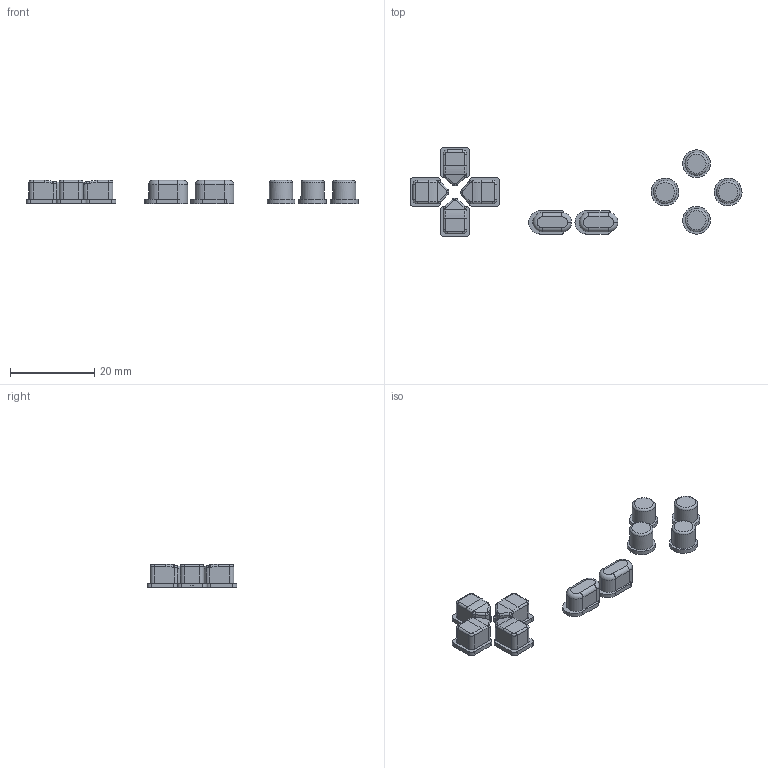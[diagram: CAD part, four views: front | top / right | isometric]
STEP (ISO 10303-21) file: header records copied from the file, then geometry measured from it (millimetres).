
FILE_DESCRIPTION(('HOOPS Exchange Step'),'2;1');
FILE_NAME('temp_export','2025-02-21T15:22:42-08:00',('yuhaochen'),('Shapr3D Limited'),'HOOPS Exchange 2024.8','Shapr3D','Authorized');
FILE_SCHEMA( ('AP242_MANAGED_MODEL_BASED_3D_ENGINEERING_MIM_LF {1 0 10303 442 1 1 4}') );
Length unit declared in the file: millimetre
Products named in the file (12): 按键1-1; 按键1-2; 按键1-3; 按键1-4; 按键2-1; 按键2-2; 按键3-1; 按键3-2; 按键3-3; 按键3-4; 控制器装配体.SLDASM; root
Assembly tree (11 placements, depth 3):
  root
    控制器装配体.SLDASM
      按键1-1
      按键1-2
      按键1-3
      按键1-4
      按键2-1
      按键2-2
      按键3-1
      按键3-2
      按键3-3
      按键3-4
Bounding box: 78.88 x 21.37 x 5.5 mm (x, y, z)
Volume: 1851 mm3; surface area: 2139.7 mm2
Topology: 10 solids, 10 shells, 246 faces, 586 edges, 374 vertices
Faces by surface type: cylinder 108, plane 96, torus 26, bspline 16
Full cylindrical faces by diameter (mm): 4.5 x6, 5.5 x4, 6.6 x4
Entity records: 8685 total; most frequent: CARTESIAN_POINT 2486, DIRECTION 1371, ORIENTED_EDGE 1172, EDGE_CURVE 586, AXIS2_PLACEMENT_3D 541, VERTEX_POINT 374, VECTOR 289, LINE 289
